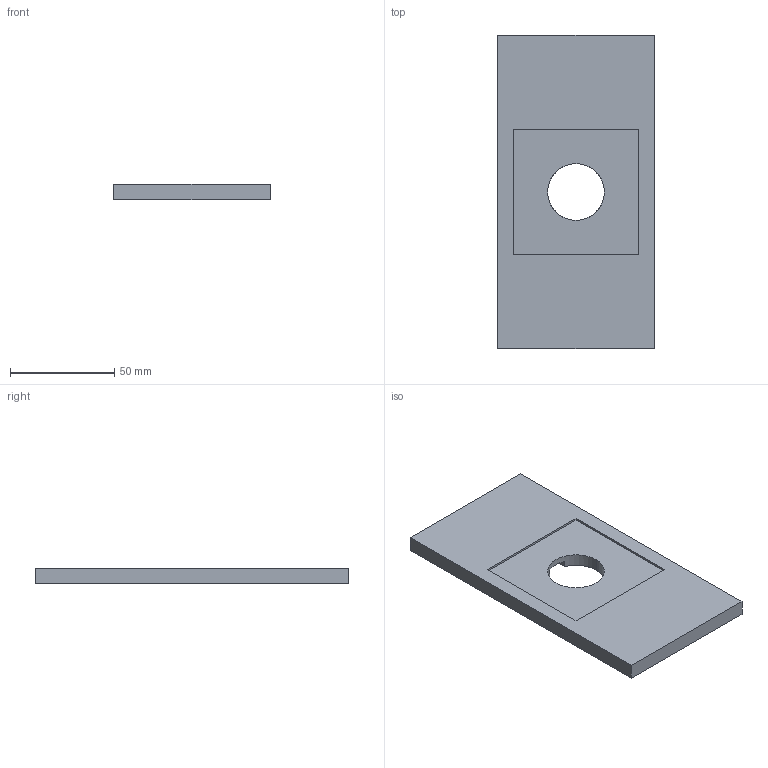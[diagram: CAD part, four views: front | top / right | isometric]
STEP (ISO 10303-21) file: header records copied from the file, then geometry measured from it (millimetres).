
FILE_DESCRIPTION (( 'STEP AP214' ), '1' );
FILE_NAME ('derailleur-jig-separate.STEP', '2025-12-10T22:15:09', ( '' ), ( '' ), 'SwSTEP 2.0', 'SolidWorks 2025', '' );
FILE_SCHEMA (( 'AUTOMOTIVE_DESIGN' ));
Length unit declared in the file: millimetre
Products named in the file (1): derailleur-jig-separate
Bounding box: 75 x 150 x 7.5 mm (x, y, z)
Volume: 75777.2 mm3; surface area: 25706.4 mm2
Topology: 1 solids, 1 shells, 30 faces, 72 edges, 45 vertices
Faces by surface type: plane 25, cone 3, cylinder 2
Entity records: 886 total; most frequent: CARTESIAN_POINT 160, ORIENTED_EDGE 144, DIRECTION 141, EDGE_CURVE 72, VECTOR 57, LINE 57, VERTEX_POINT 45, AXIS2_PLACEMENT_3D 42
